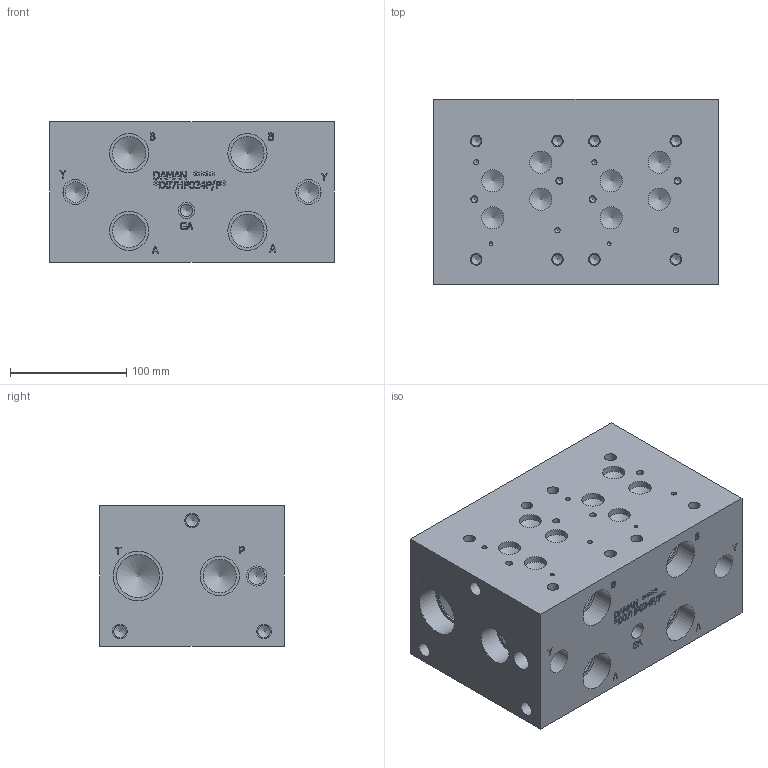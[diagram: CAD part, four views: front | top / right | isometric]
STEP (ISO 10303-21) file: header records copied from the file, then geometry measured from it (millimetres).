
FILE_DESCRIPTION(/* description */ (''),/* implementation_level */ '2;1');
FILE_NAME(/* name */ '_D07HP024P_P_.stp',/* time_stamp */ '2021-07-27T13:49:33-04:00',/* author */ ('anthonyv'),/* organization */ (''),/* preprocessor_version */ 'ST-DEVELOPER v18.1',/* originating_system */ 'Autodesk Inventor 2021',/* authorisation */ '');
FILE_SCHEMA (('AUTOMOTIVE_DESIGN { 1 0 10303 214 3 1 1 }'));
Length unit declared in the file: millimetre
Products named in the file (1): _D07HP024P_P_
Bounding box: 244.47 x 158.75 x 120.65 mm (x, y, z)
Volume: 4423517.3 mm3; surface area: 216857.1 mm2
Topology: 1 solids, 1 shells, 686 faces, 1883 edges, 1279 vertices
Faces by surface type: plane 432, bspline 133, cylinder 76, cone 45
Full cylindrical faces by diameter (mm): 3.175 x2, 4.369 x4, 5.004 x4, 5.994 x4, 8.509 x8, 10.008 x8, 10.719 x7, 12.7 x6, 13.868 x1, 14.3 x2, 17.297 x2, 17.475 x2, 19.05 x8, 21.59 x2, 28.575 x6, 33.706 x6, 36.906 x2, 42.469 x2
Entity records: 22803 total; most frequent: CARTESIAN_POINT 5545, ORIENTED_EDGE 3676, DIRECTION 2946, EDGE_CURVE 1838, LINE 1298, VECTOR 1298, VERTEX_POINT 1279, AXIS2_PLACEMENT_3D 824
